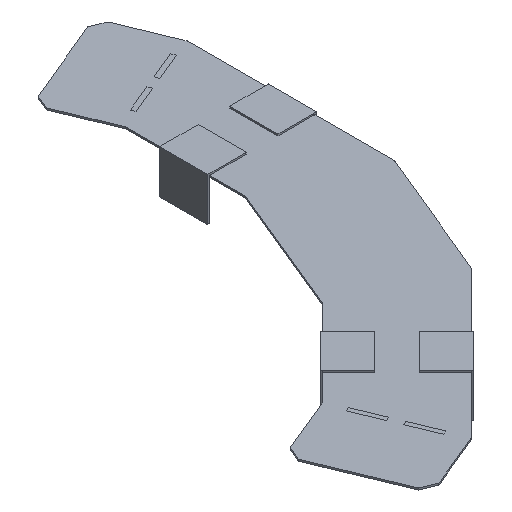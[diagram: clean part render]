
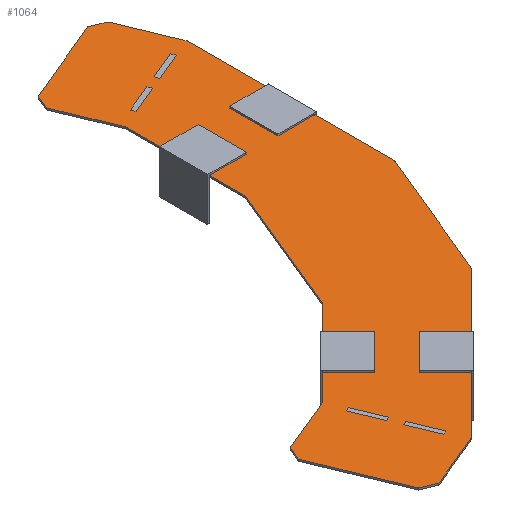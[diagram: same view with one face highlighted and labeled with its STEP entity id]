
A CAD part, isometric view. The second image highlights one B-rep face of the part: STEP entity #1064.
In plain terms, the highlighted planar face has unit normal (0, 0, 1).
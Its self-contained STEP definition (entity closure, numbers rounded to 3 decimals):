
#50=FACE_OUTER_BOUND('',#108,.T.);
#108=EDGE_LOOP('',(#752,#753,#754,#755,#756,#757,#758,#759,#760,#761,#762,
#763,#764,#765,#766,#767));
#164=LINE('',#1458,#316);
#183=LINE('',#1497,#335);
#184=LINE('',#1499,#336);
#185=LINE('',#1501,#337);
#186=LINE('',#1503,#338);
#187=LINE('',#1505,#339);
#188=LINE('',#1507,#340);
#189=LINE('',#1509,#341);
#190=LINE('',#1511,#342);
#191=LINE('',#1513,#343);
#192=LINE('',#1515,#344);
#193=LINE('',#1517,#345);
#194=LINE('',#1519,#346);
#195=LINE('',#1521,#347);
#196=LINE('',#1522,#348);
#197=LINE('',#1523,#349);
#316=VECTOR('',#1188,1.);
#335=VECTOR('',#1211,1.);
#336=VECTOR('',#1212,1.);
#337=VECTOR('',#1213,1.);
#338=VECTOR('',#1214,1.);
#339=VECTOR('',#1215,1.);
#340=VECTOR('',#1216,10.);
#341=VECTOR('',#1217,1.);
#342=VECTOR('',#1218,1.);
#343=VECTOR('',#1219,1.);
#344=VECTOR('',#1220,1.);
#345=VECTOR('',#1221,1.);
#346=VECTOR('',#1222,1.);
#347=VECTOR('',#1223,1.);
#348=VECTOR('',#1224,10.);
#349=VECTOR('',#1225,1.);
#468=VERTEX_POINT('',#1456);
#469=VERTEX_POINT('',#1457);
#486=VERTEX_POINT('',#1495);
#487=VERTEX_POINT('',#1496);
#488=VERTEX_POINT('',#1498);
#489=VERTEX_POINT('',#1500);
#490=VERTEX_POINT('',#1502);
#491=VERTEX_POINT('',#1504);
#492=VERTEX_POINT('',#1506);
#493=VERTEX_POINT('',#1508);
#494=VERTEX_POINT('',#1510);
#495=VERTEX_POINT('',#1512);
#496=VERTEX_POINT('',#1514);
#497=VERTEX_POINT('',#1516);
#498=VERTEX_POINT('',#1518);
#499=VERTEX_POINT('',#1520);
#580=EDGE_CURVE('',#468,#469,#164,.T.);
#599=EDGE_CURVE('',#486,#487,#183,.T.);
#600=EDGE_CURVE('',#488,#486,#184,.T.);
#601=EDGE_CURVE('',#488,#489,#185,.T.);
#602=EDGE_CURVE('',#490,#489,#186,.T.);
#603=EDGE_CURVE('',#491,#490,#187,.T.);
#604=EDGE_CURVE('',#492,#491,#188,.T.);
#605=EDGE_CURVE('',#492,#493,#189,.T.);
#606=EDGE_CURVE('',#493,#494,#190,.T.);
#607=EDGE_CURVE('',#495,#494,#191,.T.);
#608=EDGE_CURVE('',#495,#496,#192,.T.);
#609=EDGE_CURVE('',#496,#497,#193,.T.);
#610=EDGE_CURVE('',#497,#498,#194,.T.);
#611=EDGE_CURVE('',#499,#498,#195,.T.);
#612=EDGE_CURVE('',#499,#468,#196,.T.);
#613=EDGE_CURVE('',#469,#487,#197,.T.);
#752=ORIENTED_EDGE('',*,*,#599,.F.);
#753=ORIENTED_EDGE('',*,*,#600,.F.);
#754=ORIENTED_EDGE('',*,*,#601,.T.);
#755=ORIENTED_EDGE('',*,*,#602,.F.);
#756=ORIENTED_EDGE('',*,*,#603,.F.);
#757=ORIENTED_EDGE('',*,*,#604,.F.);
#758=ORIENTED_EDGE('',*,*,#605,.T.);
#759=ORIENTED_EDGE('',*,*,#606,.T.);
#760=ORIENTED_EDGE('',*,*,#607,.F.);
#761=ORIENTED_EDGE('',*,*,#608,.T.);
#762=ORIENTED_EDGE('',*,*,#609,.T.);
#763=ORIENTED_EDGE('',*,*,#610,.T.);
#764=ORIENTED_EDGE('',*,*,#611,.F.);
#765=ORIENTED_EDGE('',*,*,#612,.T.);
#766=ORIENTED_EDGE('',*,*,#580,.T.);
#767=ORIENTED_EDGE('',*,*,#613,.T.);
#1006=PLANE('',#1128);
#1064=ADVANCED_FACE('',(#50),#1006,.T.);
#1128=AXIS2_PLACEMENT_3D('',#1494,#1209,#1210);
#1188=DIRECTION('',(0.,-1.,0.));
#1209=DIRECTION('center_axis',(0.,0.,1.));
#1210=DIRECTION('ref_axis',(0.707,0.707,0.));
#1211=DIRECTION('',(0.707,0.707,0.));
#1212=DIRECTION('',(0.924,0.383,0.));
#1213=DIRECTION('',(-0.383,-0.924,0.));
#1214=DIRECTION('',(-0.383,0.924,0.));
#1215=DIRECTION('',(-0.924,0.383,0.));
#1216=DIRECTION('',(-0.924,-0.383,0.));
#1217=DIRECTION('',(0.707,0.707,0.));
#1218=DIRECTION('',(0.383,0.924,0.));
#1219=DIRECTION('',(0.,-1.,0.));
#1220=DIRECTION('',(-0.383,0.924,0.));
#1221=DIRECTION('',(-0.924,0.383,0.));
#1222=DIRECTION('',(-0.924,-0.383,0.));
#1223=DIRECTION('',(0.383,0.924,0.));
#1224=DIRECTION('',(0.383,-0.924,0.));
#1225=DIRECTION('',(-0.383,-0.924,0.));
#1456=CARTESIAN_POINT('',(140.197,-48.735,-0.2));
#1457=CARTESIAN_POINT('',(140.197,-103.635,-0.2));
#1458=CARTESIAN_POINT('',(140.197,-96.01,-0.2));
#1494=CARTESIAN_POINT('Origin',(95.836,-183.282,-0.2));
#1495=CARTESIAN_POINT('',(76.426,-202.692,-0.2));
#1496=CARTESIAN_POINT('',(115.246,-163.872,-0.2));
#1497=CARTESIAN_POINT('',(109.854,-169.264,-0.2));
#1498=CARTESIAN_POINT('',(50.927,-213.254,-0.2));
#1499=CARTESIAN_POINT('',(63.676,-207.973,-0.2));
#1500=CARTESIAN_POINT('',(48.221,-219.787,-0.2));
#1501=CARTESIAN_POINT('',(49.574,-216.521,-0.2));
#1502=CARTESIAN_POINT('',(64.293,-258.59,-0.2));
#1503=CARTESIAN_POINT('',(56.257,-239.189,-0.2));
#1504=CARTESIAN_POINT('',(70.826,-261.296,-0.2));
#1505=CARTESIAN_POINT('',(67.56,-259.943,-0.2));
#1506=CARTESIAN_POINT('',(96.325,-250.734,-0.2));
#1507=CARTESIAN_POINT('',(96.325,-250.734,-0.2));
#1508=CARTESIAN_POINT('',(163.288,-183.772,-0.2));
#1509=CARTESIAN_POINT('',(150.86,-196.199,-0.2));
#1510=CARTESIAN_POINT('',(188.239,-123.535,-0.2));
#1511=CARTESIAN_POINT('',(182.001,-138.594,-0.2));
#1512=CARTESIAN_POINT('',(188.239,-28.836,-0.2));
#1513=CARTESIAN_POINT('',(188.239,-46.41,-0.2));
#1514=CARTESIAN_POINT('',(177.676,-3.337,-0.2));
#1515=CARTESIAN_POINT('',(182.957,-16.086,-0.2));
#1516=CARTESIAN_POINT('',(171.144,-0.631,-0.2));
#1517=CARTESIAN_POINT('',(174.41,-1.984,-0.2));
#1518=CARTESIAN_POINT('',(132.341,-16.703,-0.2));
#1519=CARTESIAN_POINT('',(151.742,-8.667,-0.2));
#1520=CARTESIAN_POINT('',(129.635,-23.236,-0.2));
#1521=CARTESIAN_POINT('',(130.988,-19.97,-0.2));
#1522=CARTESIAN_POINT('',(129.635,-23.236,-0.2));
#1523=CARTESIAN_POINT('',(133.959,-118.694,-0.2));
